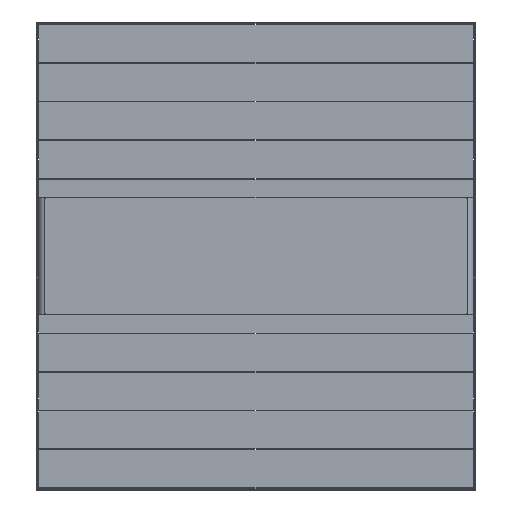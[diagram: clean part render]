
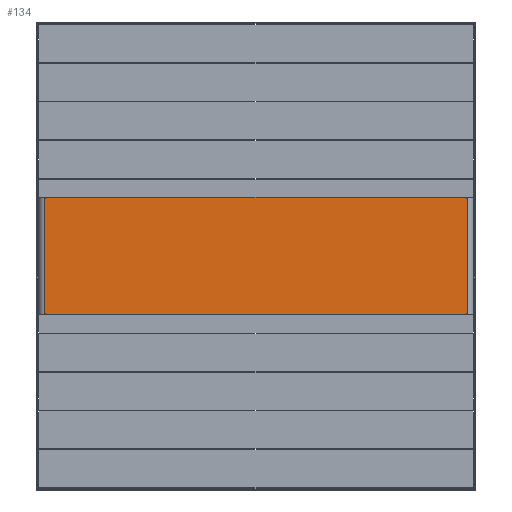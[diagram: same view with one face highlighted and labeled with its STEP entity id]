
A CAD part, top view. The second image highlights one B-rep face of the part: STEP entity #134.
In plain terms, the highlighted planar face has unit normal (0, 0, 1).
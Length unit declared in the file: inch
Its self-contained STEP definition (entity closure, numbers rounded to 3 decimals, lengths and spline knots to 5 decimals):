
#134=ADVANCED_FACE('',(#346),#2946,.T.);
#346=FACE_OUTER_BOUND('',#560,.T.);
#560=EDGE_LOOP('',(#972,#973,#974,#975,#976,#977,#978,#979));
#972=ORIENTED_EDGE('',*,*,#1762,.T.);
#973=ORIENTED_EDGE('',*,*,#1764,.T.);
#974=ORIENTED_EDGE('',*,*,#1748,.T.);
#975=ORIENTED_EDGE('',*,*,#1768,.T.);
#976=ORIENTED_EDGE('',*,*,#1754,.T.);
#977=ORIENTED_EDGE('',*,*,#1766,.T.);
#978=ORIENTED_EDGE('',*,*,#1756,.T.);
#979=ORIENTED_EDGE('',*,*,#1770,.T.);
#1748=EDGE_CURVE('',#2652,#2653,#2260,.T.);
#1754=EDGE_CURVE('',#2659,#2658,#2266,.T.);
#1756=EDGE_CURVE('',#2660,#2661,#2268,.T.);
#1762=EDGE_CURVE('',#2667,#2666,#2274,.T.);
#1764=EDGE_CURVE('',#2666,#2652,#2092,.T.);
#1766=EDGE_CURVE('',#2658,#2660,#2094,.T.);
#1768=EDGE_CURVE('',#2653,#2659,#2096,.T.);
#1770=EDGE_CURVE('',#2661,#2667,#2098,.T.);
#2092=TRIMMED_CURVE($,#2124,(#4146),(#4147),.T.,.CARTESIAN.);
#2094=TRIMMED_CURVE($,#2126,(#4152),(#4153),.T.,.CARTESIAN.);
#2096=TRIMMED_CURVE($,#2128,(#4158),(#4159),.T.,.CARTESIAN.);
#2098=TRIMMED_CURVE($,#2130,(#4164),(#4165),.T.,.CARTESIAN.);
#2124=CIRCLE('',#3251,0.25);
#2126=CIRCLE('',#3253,0.25);
#2128=CIRCLE('',#3255,0.25);
#2130=CIRCLE('',#3257,0.25);
#2260=B_SPLINE_CURVE_WITH_KNOTS('',1,(#4113,#4114),.UNSPECIFIED.,.F.,.F.,
(2,2),(-18.,0.),.UNSPECIFIED.);
#2266=B_SPLINE_CURVE_WITH_KNOTS('',1,(#4125,#4126),.UNSPECIFIED.,.F.,.F.,
(2,2),(-66.25,0.),.UNSPECIFIED.);
#2268=B_SPLINE_CURVE_WITH_KNOTS('',1,(#4129,#4130),.UNSPECIFIED.,.F.,.F.,
(2,2),(-18.,0.),.UNSPECIFIED.);
#2274=B_SPLINE_CURVE_WITH_KNOTS('',1,(#4141,#4142),.UNSPECIFIED.,.F.,.F.,
(2,2),(-66.25,0.),.UNSPECIFIED.);
#2652=VERTEX_POINT('',#4097);
#2653=VERTEX_POINT('',#4098);
#2658=VERTEX_POINT('',#4103);
#2659=VERTEX_POINT('',#4104);
#2660=VERTEX_POINT('',#4105);
#2661=VERTEX_POINT('',#4106);
#2666=VERTEX_POINT('',#4111);
#2667=VERTEX_POINT('',#4112);
#2946=PLANE('',#3245);
#3245=AXIS2_PLACEMENT_3D('',#4091,#3500,$);
#3251=AXIS2_PLACEMENT_3D($,#4145,#3506,#3507);
#3253=AXIS2_PLACEMENT_3D($,#4151,#3510,#3511);
#3255=AXIS2_PLACEMENT_3D($,#4157,#3514,#3515);
#3257=AXIS2_PLACEMENT_3D($,#4163,#3518,#3519);
#3500=DIRECTION('',(0.,0.,1.));
#3506=DIRECTION('',(0.,0.,1.));
#3507=DIRECTION('',(0.,-1.,0.));
#3510=DIRECTION('',(0.,0.,1.));
#3511=DIRECTION('',(0.,1.,0.));
#3514=DIRECTION('',(0.,0.,1.));
#3515=DIRECTION('',(1.,0.,0.));
#3518=DIRECTION('',(0.,0.,1.));
#3519=DIRECTION('',(-1.,0.,0.));
#4091=CARTESIAN_POINT('',(-40.05012,10.8179,19.03222));
#4097=CARTESIAN_POINT('',(33.375,-9.28222,19.03222));
#4098=CARTESIAN_POINT('',(33.375,8.71778,19.03222));
#4103=CARTESIAN_POINT('',(-33.125,8.96778,19.03222));
#4104=CARTESIAN_POINT('',(33.125,8.96778,19.03222));
#4105=CARTESIAN_POINT('',(-33.375,8.71778,19.03222));
#4106=CARTESIAN_POINT('',(-33.375,-9.28222,19.03222));
#4111=CARTESIAN_POINT('',(33.125,-9.53222,19.03222));
#4112=CARTESIAN_POINT('',(-33.125,-9.53222,19.03222));
#4113=CARTESIAN_POINT('',(33.375,-9.28222,19.03222));
#4114=CARTESIAN_POINT('',(33.375,8.71778,19.03222));
#4125=CARTESIAN_POINT('',(33.125,8.96778,19.03222));
#4126=CARTESIAN_POINT('',(-33.125,8.96778,19.03222));
#4129=CARTESIAN_POINT('',(-33.375,8.71778,19.03222));
#4130=CARTESIAN_POINT('',(-33.375,-9.28222,19.03222));
#4141=CARTESIAN_POINT('',(-33.125,-9.53222,19.03222));
#4142=CARTESIAN_POINT('',(33.125,-9.53222,19.03222));
#4145=CARTESIAN_POINT('',(33.125,-9.28222,19.03222));
#4146=CARTESIAN_POINT('',(33.125,-9.53222,19.03222));
#4147=CARTESIAN_POINT('',(33.375,-9.28222,19.03222));
#4151=CARTESIAN_POINT('',(-33.125,8.71778,19.03222));
#4152=CARTESIAN_POINT('',(-33.125,8.96778,19.03222));
#4153=CARTESIAN_POINT('',(-33.375,8.71778,19.03222));
#4157=CARTESIAN_POINT('',(33.125,8.71778,19.03222));
#4158=CARTESIAN_POINT('',(33.375,8.71778,19.03222));
#4159=CARTESIAN_POINT('',(33.125,8.96778,19.03222));
#4163=CARTESIAN_POINT('',(-33.125,-9.28222,19.03222));
#4164=CARTESIAN_POINT('',(-33.375,-9.28222,19.03222));
#4165=CARTESIAN_POINT('',(-33.125,-9.53222,19.03222));
